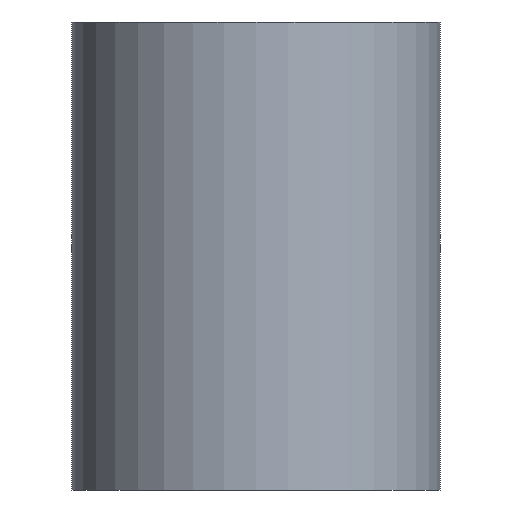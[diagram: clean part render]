
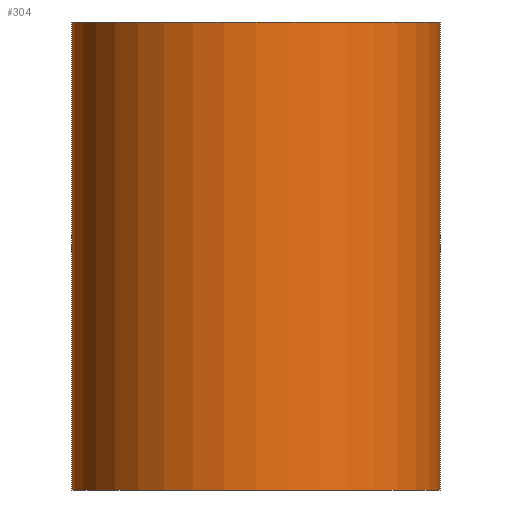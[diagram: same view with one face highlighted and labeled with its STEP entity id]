
A CAD part, front view. The second image highlights one B-rep face of the part: STEP entity #304.
In plain terms, the highlighted cylindrical face has radius 10 mm (diameter 20 mm), a full revolution.
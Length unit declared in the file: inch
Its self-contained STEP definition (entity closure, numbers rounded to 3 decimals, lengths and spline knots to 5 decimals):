
#2 = CARTESIAN_POINT ( 'NONE',  ( 0., 0., 1. ) ) ;
#63 = CIRCLE ( 'NONE', #64, 0.3937 ) ;
#64 = AXIS2_PLACEMENT_3D ( 'NONE', #2, #300, #290 ) ;
#102 = ORIENTED_EDGE ( 'NONE', *, *, #231, .F. ) ;
#103 = ORIENTED_EDGE ( 'NONE', *, *, #153, .T. ) ;
#113 = AXIS2_PLACEMENT_3D ( 'NONE', #161, #160, #159 ) ;
#153 = EDGE_CURVE ( 'NONE', #158, #158, #255, .T. ) ;
#154 = CARTESIAN_POINT ( 'NONE',  ( 0.3937, 0., 1. ) ) ;
#155 = VERTEX_POINT ( 'NONE', #154 ) ;
#157 = CARTESIAN_POINT ( 'NONE',  ( 0.3937, 0., 0. ) ) ;
#158 = VERTEX_POINT ( 'NONE', #157 ) ;
#159 = DIRECTION ( 'NONE',  ( -1., 0., 0. ) ) ;
#160 = DIRECTION ( 'NONE',  ( 0., 0., -1. ) ) ;
#161 = CARTESIAN_POINT ( 'NONE',  ( 0., 0., 1. ) ) ;
#162 = CYLINDRICAL_SURFACE ( 'NONE', #113, 0.3937 ) ;
#163 = FACE_OUTER_BOUND ( 'NONE', #220, .T. ) ;
#164 = FACE_OUTER_BOUND ( 'NONE', #204, .T. ) ;
#204 = EDGE_LOOP ( 'NONE', ( #102 ) ) ;
#220 = EDGE_LOOP ( 'NONE', ( #103 ) ) ;
#231 = EDGE_CURVE ( 'NONE', #155, #155, #63, .T. ) ;
#255 = CIRCLE ( 'NONE', #283, 0.3937 ) ;
#266 = CARTESIAN_POINT ( 'NONE',  ( 0., 0., 0. ) ) ;
#283 = AXIS2_PLACEMENT_3D ( 'NONE', #266, #308, #299 ) ;
#290 = DIRECTION ( 'NONE',  ( 1., 0., 0. ) ) ;
#299 = DIRECTION ( 'NONE',  ( 1., 0., 0. ) ) ;
#300 = DIRECTION ( 'NONE',  ( 0., 0., 1. ) ) ;
#304 = ADVANCED_FACE ( 'NONE', ( #164, #163 ), #162, .T. ) ;
#308 = DIRECTION ( 'NONE',  ( 0., 0., 1. ) ) ;
